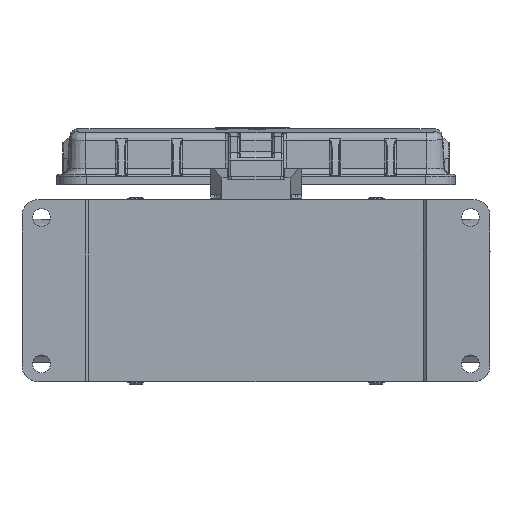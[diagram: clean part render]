
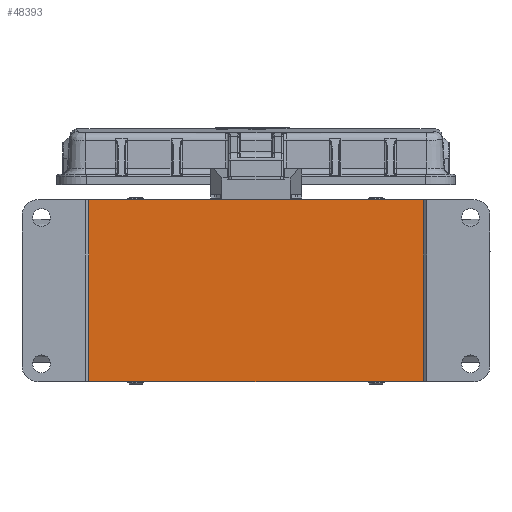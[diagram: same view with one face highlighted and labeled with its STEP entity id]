
A CAD part, front view. The second image highlights one B-rep face of the part: STEP entity #48393.
In plain terms, the highlighted planar face has unit normal (0, -1, 0).
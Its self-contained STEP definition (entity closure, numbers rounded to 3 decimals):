
#682 = VERTEX_POINT ( 'NONE', #31073 ) ;
#683 = VERTEX_POINT ( 'NONE', #31074 ) ;
#684 = VERTEX_POINT ( 'NONE', #31075 ) ;
#685 = VERTEX_POINT ( 'NONE', #31076 ) ;
#4764 = EDGE_LOOP ( 'NONE', ( #28128, #28118, #28122, #28114 ) ) ;
#10298 = EDGE_CURVE ( 'NONE', #682, #684, #24772, .T. ) ;
#10299 = EDGE_CURVE ( 'NONE', #682, #683, #24775, .T. ) ;
#10300 = EDGE_CURVE ( 'NONE', #685, #684, #24778, .T. ) ;
#10301 = EDGE_CURVE ( 'NONE', #685, #683, #24781, .T. ) ;
#19198 = VECTOR ( 'NONE', #24774, 1000. ) ;
#19199 = VECTOR ( 'NONE', #24777, 1000. ) ;
#19200 = VECTOR ( 'NONE', #24780, 1000. ) ;
#19201 = VECTOR ( 'NONE', #24783, 1000. ) ;
#21435 = FACE_OUTER_BOUND ( 'NONE', #4764, .T. ) ;
#21436 = AXIS2_PLACEMENT_3D ( 'NONE', #45959, #45960, #45961 ) ;
#24772 = LINE ( 'NONE', #24773, #19198 ) ;
#24773 = CARTESIAN_POINT ( 'NONE',  ( 51.5, -22.995, 33.6 ) ) ;
#24774 = DIRECTION ( 'NONE',  ( 0., 0., 1. ) ) ;
#24775 = LINE ( 'NONE', #24776, #19199 ) ;
#24776 = CARTESIAN_POINT ( 'NONE',  ( 72., -22.995, -28. ) ) ;
#24777 = DIRECTION ( 'NONE',  ( -1., 0., 0. ) ) ;
#24778 = LINE ( 'NONE', #24779, #19200 ) ;
#24779 = CARTESIAN_POINT ( 'NONE',  ( -72., -22.995, 28. ) ) ;
#24780 = DIRECTION ( 'NONE',  ( 1., 0., 0. ) ) ;
#24781 = LINE ( 'NONE', #24782, #19201 ) ;
#24782 = CARTESIAN_POINT ( 'NONE',  ( -51.5, -22.995, 33.6 ) ) ;
#24783 = DIRECTION ( 'NONE',  ( 0., 0., -1. ) ) ;
#28114 = ORIENTED_EDGE ( 'NONE', *, *, #10301, .T. ) ;
#28118 = ORIENTED_EDGE ( 'NONE', *, *, #10298, .T. ) ;
#28122 = ORIENTED_EDGE ( 'NONE', *, *, #10300, .F. ) ;
#28128 = ORIENTED_EDGE ( 'NONE', *, *, #10299, .F. ) ;
#31073 = CARTESIAN_POINT ( 'NONE',  ( 51.5, -22.995, -28. ) ) ;
#31074 = CARTESIAN_POINT ( 'NONE',  ( -51.5, -22.995, -28. ) ) ;
#31075 = CARTESIAN_POINT ( 'NONE',  ( 51.5, -22.995, 28. ) ) ;
#31076 = CARTESIAN_POINT ( 'NONE',  ( -51.5, -22.995, 28. ) ) ;
#45958 = PLANE ( 'NONE',  #21436 ) ;
#45959 = CARTESIAN_POINT ( 'NONE',  ( 51.5, -22.995, 33.6 ) ) ;
#45960 = DIRECTION ( 'NONE',  ( 0., 1., 0. ) ) ;
#45961 = DIRECTION ( 'NONE',  ( 0., 0., 1. ) ) ;
#48393 = ADVANCED_FACE ( 'NONE', ( #21435 ), #45958, .F. ) ;
